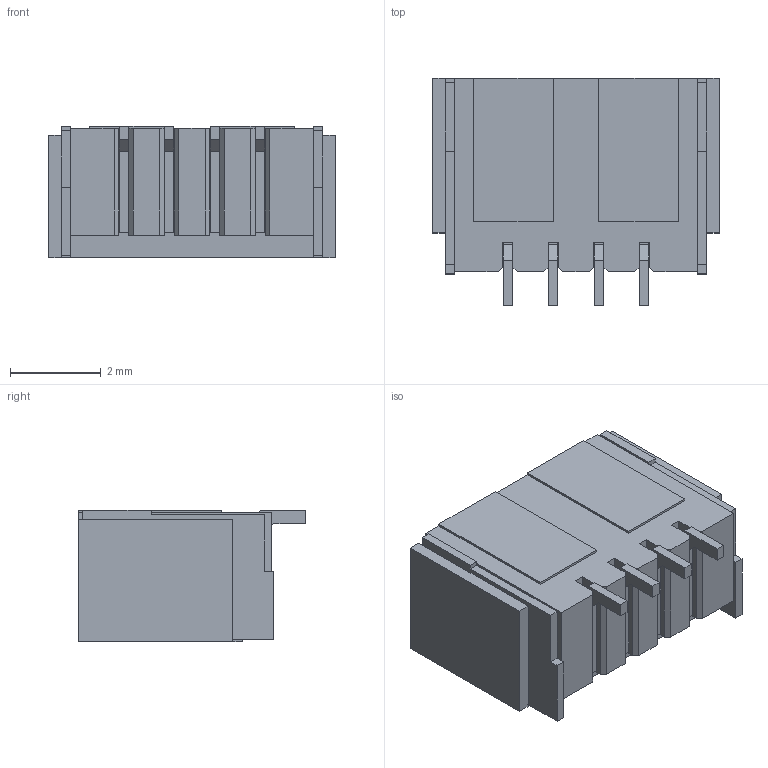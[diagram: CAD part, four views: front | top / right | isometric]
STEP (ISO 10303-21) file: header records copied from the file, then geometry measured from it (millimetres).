
FILE_DESCRIPTION((''),'2;1');
FILE_NAME('M40-401_ASM','2013-08-02T',('wbourne'),(''),'PRO/ENGINEER BY PARAMETRIC TECHNOLOGY CORPORATION, 2012230','PRO/ENGINEER BY PARAMETRIC TECHNOLOGY CORPORATION, 2012230','');
FILE_SCHEMA(('CONFIG_CONTROL_DESIGN'));
Length unit declared in the file: millimetre
Products named in the file (4): M40-401-MOULD; M40-401-PIN; M40-401-TAB; M40-401_ASM
Assembly tree (7 placements, depth 2):
  M40-401_ASM
    M40-401-MOULD
    M40-401-PIN  x4
    M40-401-TAB  x2
Bounding box: 6.3 x 5 x 2.9 mm (x, y, z)
Volume: 41.3 mm3; surface area: 253.8 mm2
Topology: 7 solids, 7 shells, 231 faces, 678 edges, 452 vertices
Faces by surface type: plane 231
Entity records: 6487 total; most frequent: CARTESIAN_POINT 908, ORIENTED_EDGE 900, DIRECTION 766, PRESENTATION_STYLE_ASSIGNMENT 453, STYLED_ITEM 453, VECTOR 450, LINE 450, CURVE_STYLE 450
